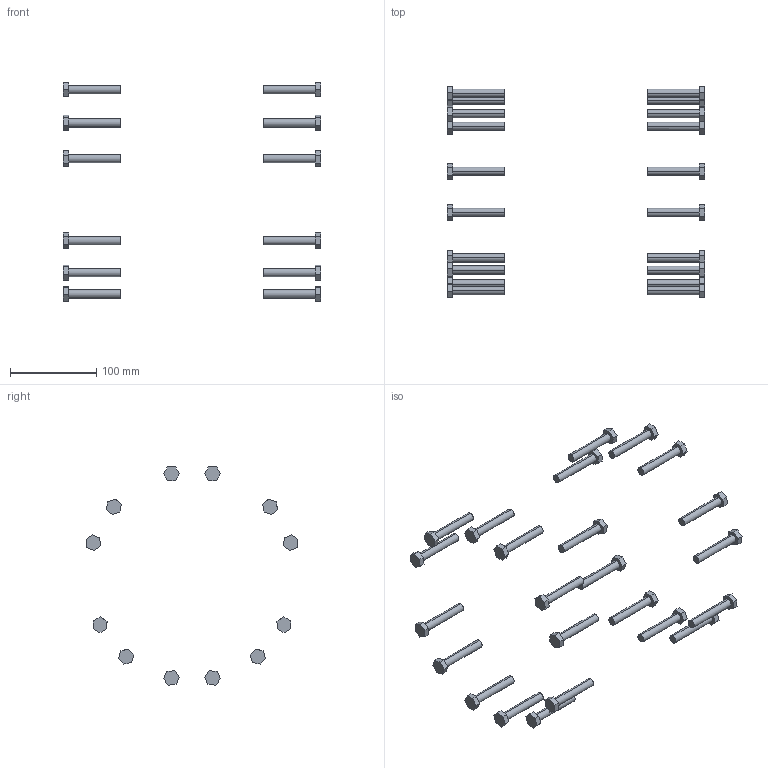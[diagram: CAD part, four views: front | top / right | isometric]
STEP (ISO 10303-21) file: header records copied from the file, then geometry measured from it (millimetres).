
FILE_DESCRIPTION (( 'STEP AP203' ), '1' );
FILE_NAME ('RearAxle_Hardware.STEP', '2023-07-27T05:57:12', ( '' ), ( '' ), 'SwSTEP 2.0', 'SolidWorks 2021', '' );
FILE_SCHEMA (( 'CONFIG_CONTROL_DESIGN' ));
Length unit declared in the file: centimetre
Products named in the file (28): Part 15-2; Part 8-3; Part 27; Part 28; Part 26; Part 20-2; Axle Case _1_-1; Part 24-1; Part 16-1; Part 18-2; RearAxle_Hardware; Differential Bolts _1_-1; Rear Axle Assembly _1_; Part 11-2; Part 7-3; Part 6-3; Part 17-1; Part 5-4; Part 10-2; Part 13-2; Part 19-2; Part 22-1; Part 9-2; Part 14-2; Part 23-1; Part 21-1; Part 25-1; Part 12-2
Assembly tree (27 placements, depth 5):
  RearAxle_Hardware
    Rear Axle Assembly _1_
      Axle Case _1_-1
        Differential Bolts _1_-1
          Part 22-1
          Part 14-2
          Part 9-2
          Part 6-3
          Part 28
          Part 25-1
          Part 20-2
          Part 23-1
          Part 7-3
          Part 17-1
          Part 16-1
          Part 27
          Part 19-2
          Part 15-2
          Part 12-2
          Part 24-1
          Part 5-4
          Part 18-2
          Part 21-1
          Part 10-2
          Part 11-2
          Part 8-3
          Part 26
          Part 13-2
Bounding box: 298.5 x 245.34 x 252.93 mm (x, y, z)
Volume: 136769.8 mm3; surface area: 62325 mm2
Topology: 24 solids, 24 shells, 264 faces, 576 edges, 384 vertices
Faces by surface type: plane 216, cylinder 48
Entity records: 10198 total; most frequent: DIRECTION 1266, CARTESIAN_POINT 1257, ORIENTED_EDGE 1152, EDGE_CURVE 576, LINE 480, VECTOR 480, AXIS2_PLACEMENT_3D 393, VERTEX_POINT 384
